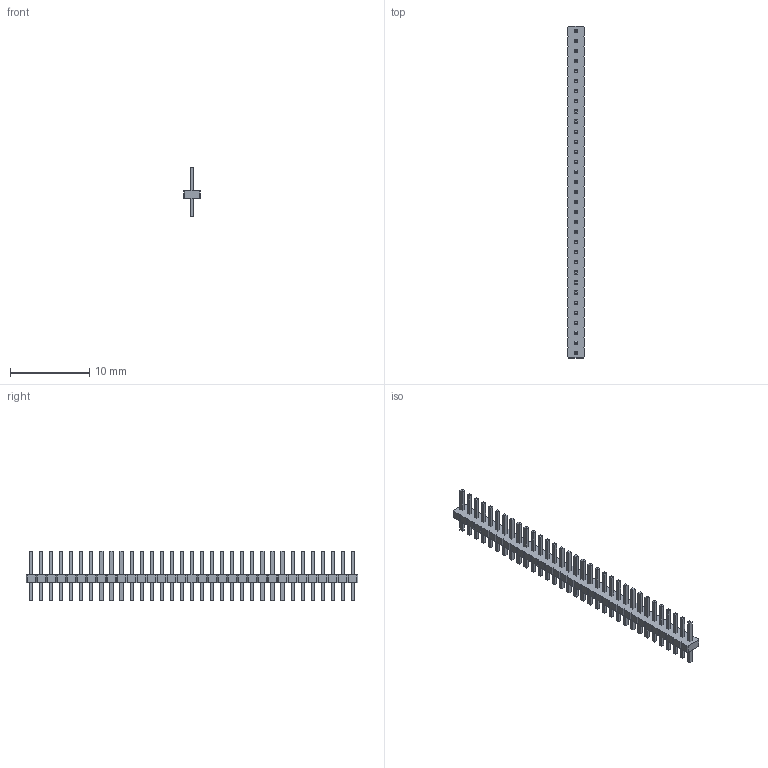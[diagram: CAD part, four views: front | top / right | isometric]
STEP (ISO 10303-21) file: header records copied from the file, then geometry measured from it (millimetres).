
FILE_DESCRIPTION(/* description */ ('model of PinHeader_1x33_P1.27mm_Vertical'),/* implementation_level */ '2;1');
FILE_NAME(/* name */ 'PinHeader_1x33_P1.27mm_Vertical.step',/* time_stamp */ '2018-01-24T12:23:21',/* author */ ('kicad StepUp','ksu'),/* organization */ ('FreeCAD'),/* preprocessor_version */ 'OCC',/* originating_system */ 'kicad StepUp',/* authorisation */ '');
FILE_SCHEMA(('AUTOMOTIVE_DESIGN { 1 0 10303 214 1 1 1 1 }'));
Length unit declared in the file: millimetre
Products named in the file (2): PinHeader_1x33_P127mm_Vertical; Shape0_60037386212
Bounding box: 2.1 x 41.91 x 6.3 mm (x, y, z)
Volume: 119.8 mm3; surface area: 604.3 mm2
Topology: 34 solids, 34 shells, 664 faces, 1524 edges, 928 vertices
Faces by surface type: plane 664
Entity records: 11666 total; most frequent: ORIENTED_EDGE 2386, CARTESIAN_POINT 1789, EDGE_CURVE 1524, LINE 1524, VERTEX_POINT 928, AXIS2_PLACEMENT_3D 665, ADVANCED_FACE 664, FACE_BOUND 664
